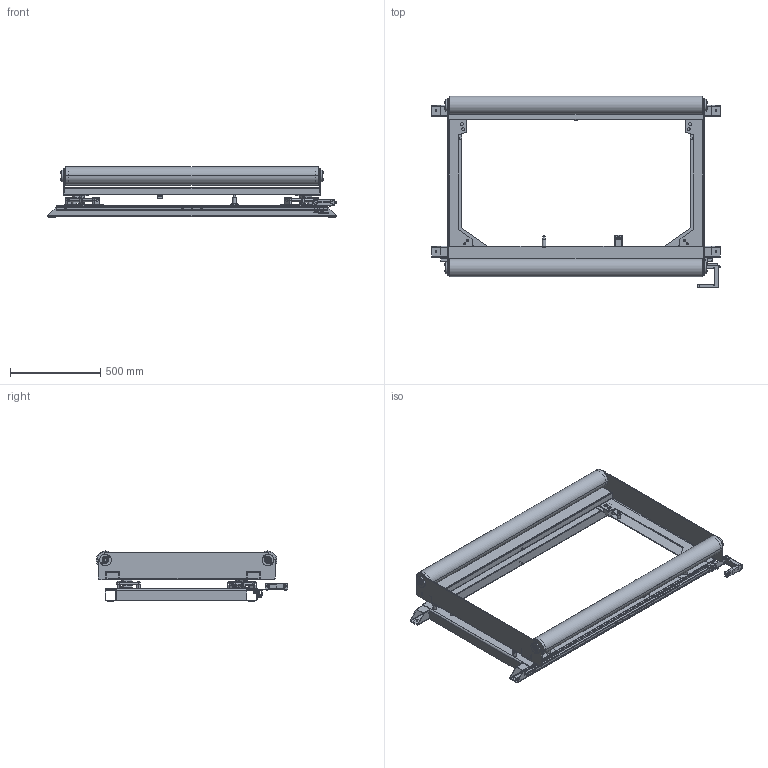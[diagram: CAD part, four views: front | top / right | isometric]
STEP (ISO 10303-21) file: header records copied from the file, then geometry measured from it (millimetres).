
FILE_DESCRIPTION((''),'2;1');
FILE_NAME('131008.1.stp','2015-10-06T10:40:58',(''),(''),'Mechanical Desktop 2009','Mechanical Desktop 2009',', , ');
FILE_SCHEMA(('CONFIG_CONTROL_DESIGN'));
Length unit declared in the file: millimetre
Products named in the file (140): K1310081; K1310082; K1310084; K1310084A; K1310085; K1310085A; K1310086A; K1310086; K1310087A; K1310087; K1309064; K1309064A; K0806235A; K0806235AA; BLINDNIETMUTTER_M6_UT_FESG3_5; BLINDNIETMUTTER_M6_UT_FESG3_5A; SCHWEISSBOLZEN_M6X16A; SCHWEISSBOLZEN_M6X16; U-SCHEIBE_10_5_35X2_5; U-SCHEIBE_10_5_35X2_5A; K1310082|AVE_RENDER; K1310082|AVE_GLOBAL; K1310082|RM_SDB; K1310083; K1310091; K1310091A; K1310092A; K1310092; K1310088; K1310088A; K1310089A; K1310089; K0806235; 6KT-SCHRAUBE_M6X8A; 6KT-SCHRAUBE_M6X8; U-SCHEIBE_M6A; U-SCHEIBE_M6AA; K1309065; K1309065A; K1310083|AVE_RENDER ...
Assembly tree (288 placements, depth 4):
  K1310081
    K1310082
      K1310084
        K1310084A
      K1310085
        K1310085A
      K1310086A
        K1310086
      K1310087A
        K1310087
      K1309064
        K1309064A
      K0806235A
        K0806235AA
      BLINDNIETMUTTER_M6_UT_FESG3_5  x4
        BLINDNIETMUTTER_M6_UT_FESG3_5A
      SCHWEISSBOLZEN_M6X16A
        SCHWEISSBOLZEN_M6X16
      U-SCHEIBE_10_5_35X2_5  x4
        U-SCHEIBE_10_5_35X2_5A
      K1310082|AVE_RENDER  x8
      K1310082|AVE_GLOBAL
      K1310082|RM_SDB  x3
    K1310083
      K1310091
        K1310091A
      K1310092A
        K1310092
      K1310088
        K1310088A
      K1310089A
        K1310089
      K0806235
        K0806235AA
      6KT-SCHRAUBE_M6X8A
        6KT-SCHRAUBE_M6X8
      U-SCHEIBE_M6A
        U-SCHEIBE_M6AA
      K1309065
        K1309065A
      K1310083|AVE_RENDER  x8
      K1310083|AVE_GLOBAL
      K1310083|RM_SDB  x3
    K0605198  x4
      K0605198A
    WELLE_D16H6X210_ROSTFREI  x2
      WELLE_D16H6X210_ROSTFREIA
    I-6KT_SCHRAUBE_M6X40A  x8
      I-6KT_SCHRAUBE_M6X40
    K0605201  x2
      K0605201A
    K0605202  x4
      K0605202A
    6KT-SCHRAUBE_M8X45  x4
      6KT-SCHRAUBE_M8X45A
    U-SCHEIBE_M8  x8
      U-SCHEIBE_M8A
    K0605203  x2
      K0605203A
    KUGEL_ZU_GLEITLAGERBOCK_D16DU  x2
Bounding box: 1600 x 1059.5 x 277.5 mm (x, y, z)
Volume: 12765799.7 mm3; surface area: 6352027.7 mm2
Topology: 156 solids, 157 shells, 2554 faces, 6077 edges, 3948 vertices
Faces by surface type: plane 1225, cylinder 991, cone 218, torus 84, bspline 26, sphere 10
Entity records: 44647 total; most frequent: CARTESIAN_POINT 8220, DIRECTION 7717, ORIENTED_EDGE 6704, EDGE_CURVE 3352, AXIS2_PLACEMENT_3D 2796, VERTEX_POINT 2184, VECTOR 2125, LINE 2125
